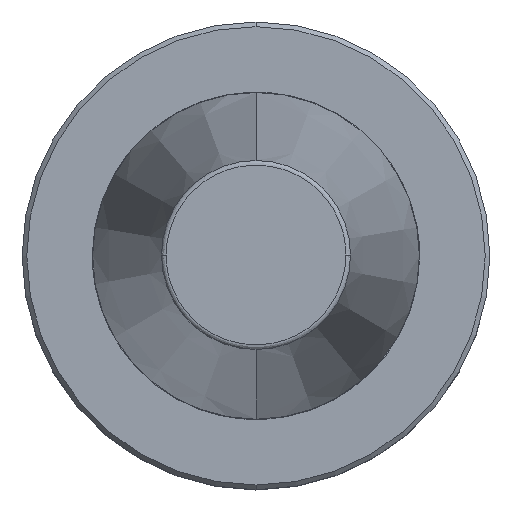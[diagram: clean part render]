
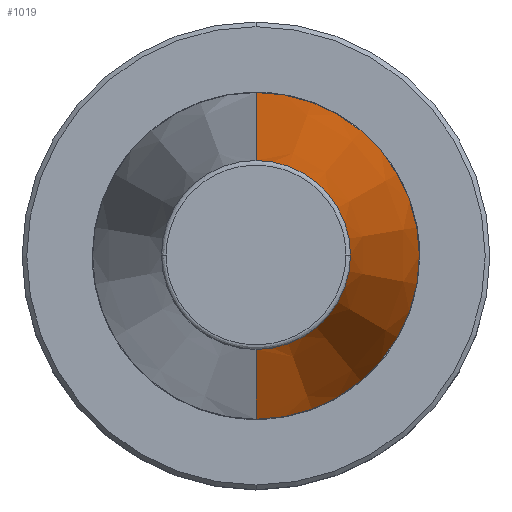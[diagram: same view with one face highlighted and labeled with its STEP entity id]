
A CAD part, top view. The second image highlights one B-rep face of the part: STEP entity #1019.
In plain terms, the highlighted conical face has half-angle 8.297 degrees and reference radius 34.925 mm.
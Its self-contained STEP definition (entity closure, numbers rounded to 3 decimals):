
#32 = DIRECTION ( 'NONE',  ( 0., 0.144, -0.99 ) ) ;
#42 = DIRECTION ( 'NONE',  ( 0., 1., 0. ) ) ;
#44 = CARTESIAN_POINT ( 'NONE',  ( 0., 0., 0. ) ) ;
#68 = VECTOR ( 'NONE', #32, 1000. ) ;
#75 = VERTEX_POINT ( 'NONE', #1087 ) ;
#84 = CARTESIAN_POINT ( 'NONE',  ( 0., 0., 100.944 ) ) ;
#112 = AXIS2_PLACEMENT_3D ( 'NONE', #44, #306, #42 ) ;
#125 = VERTEX_POINT ( 'NONE', #1109 ) ;
#150 = AXIS2_PLACEMENT_3D ( 'NONE', #474, #473, #472 ) ;
#213 = VECTOR ( 'NONE', #788, 1000. ) ;
#217 = DIRECTION ( 'NONE',  ( -1., 0., 0. ) ) ;
#228 = FACE_OUTER_BOUND ( 'NONE', #1240, .T. ) ;
#302 = CARTESIAN_POINT ( 'NONE',  ( 0., 34.925, 0. ) ) ;
#306 = DIRECTION ( 'NONE',  ( 0., 0., -1. ) ) ;
#317 = ORIENTED_EDGE ( 'NONE', *, *, #1342, .T. ) ;
#330 = VERTEX_POINT ( 'NONE', #1347 ) ;
#366 = DIRECTION ( 'NONE',  ( 0., 0., 1. ) ) ;
#371 = LINE ( 'NONE', #554, #213 ) ;
#464 = AXIS2_PLACEMENT_3D ( 'NONE', #84, #889, #217 ) ;
#472 = DIRECTION ( 'NONE',  ( -1., 0., 0. ) ) ;
#473 = DIRECTION ( 'NONE',  ( 0., 0., -1. ) ) ;
#474 = CARTESIAN_POINT ( 'NONE',  ( 0., 0., 100.944 ) ) ;
#540 = VERTEX_POINT ( 'NONE', #1069 ) ;
#551 = ORIENTED_EDGE ( 'NONE', *, *, #1267, .T. ) ;
#554 = CARTESIAN_POINT ( 'NONE',  ( 0., -34.925, 0. ) ) ;
#585 = EDGE_CURVE ( 'NONE', #330, #75, #1028, .T. ) ;
#637 = VERTEX_POINT ( 'NONE', #922 ) ;
#661 = CARTESIAN_POINT ( 'NONE',  ( 20.204, 0., 100.944 ) ) ;
#679 = ORIENTED_EDGE ( 'NONE', *, *, #1176, .T. ) ;
#694 = CIRCLE ( 'NONE', #1213, 34.925 ) ;
#788 = DIRECTION ( 'NONE',  ( 0., -0.144, -0.99 ) ) ;
#807 = EDGE_CURVE ( 'NONE', #540, #1282, #856, .T. ) ;
#816 = ORIENTED_EDGE ( 'NONE', *, *, #585, .T. ) ;
#856 = CIRCLE ( 'NONE', #150, 20.204 ) ;
#889 = DIRECTION ( 'NONE',  ( 0., 0., -1. ) ) ;
#897 = CIRCLE ( 'NONE', #464, 20.204 ) ;
#907 = DIRECTION ( 'NONE',  ( -1., 0., 0. ) ) ;
#916 = CARTESIAN_POINT ( 'NONE',  ( 0., 0., 0. ) ) ;
#922 = CARTESIAN_POINT ( 'NONE',  ( 0., -34.925, 0. ) ) ;
#1019 = ADVANCED_FACE ( 'NONE', ( #228 ), #1080, .T. ) ;
#1028 = CIRCLE ( 'NONE', #1133, 34.925 ) ;
#1030 = CARTESIAN_POINT ( 'NONE',  ( 0., 0., 0. ) ) ;
#1043 = EDGE_CURVE ( 'NONE', #540, #75, #1239, .T. ) ;
#1051 = DIRECTION ( 'NONE',  ( 0., 0., 1. ) ) ;
#1069 = CARTESIAN_POINT ( 'NONE',  ( 0., 20.204, 100.944 ) ) ;
#1080 = CONICAL_SURFACE ( 'NONE', #112, 34.925, 0.145 ) ;
#1087 = CARTESIAN_POINT ( 'NONE',  ( 0., 34.925, 0. ) ) ;
#1109 = CARTESIAN_POINT ( 'NONE',  ( 0., -20.204, 100.944 ) ) ;
#1128 = DIRECTION ( 'NONE',  ( -1., 0., 0. ) ) ;
#1133 = AXIS2_PLACEMENT_3D ( 'NONE', #916, #1051, #907 ) ;
#1176 = EDGE_CURVE ( 'NONE', #1282, #125, #897, .T. ) ;
#1201 = ORIENTED_EDGE ( 'NONE', *, *, #807, .T. ) ;
#1213 = AXIS2_PLACEMENT_3D ( 'NONE', #1030, #366, #1128 ) ;
#1239 = LINE ( 'NONE', #302, #68 ) ;
#1240 = EDGE_LOOP ( 'NONE', ( #1201, #679, #551, #317, #816, #1389 ) ) ;
#1267 = EDGE_CURVE ( 'NONE', #125, #637, #371, .T. ) ;
#1282 = VERTEX_POINT ( 'NONE', #661 ) ;
#1342 = EDGE_CURVE ( 'NONE', #637, #330, #694, .T. ) ;
#1347 = CARTESIAN_POINT ( 'NONE',  ( 34.925, 0., 0. ) ) ;
#1389 = ORIENTED_EDGE ( 'NONE', *, *, #1043, .F. ) ;
